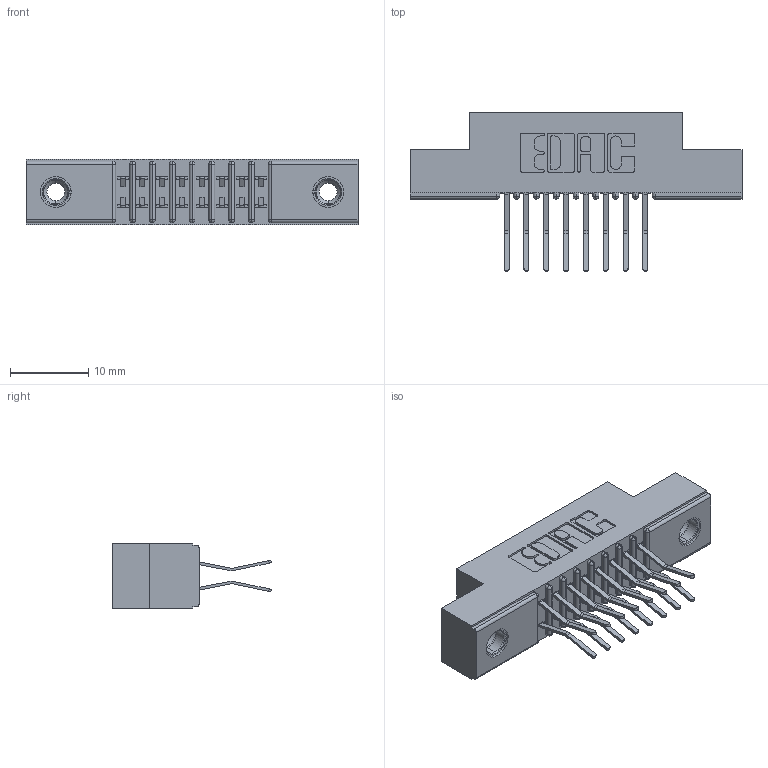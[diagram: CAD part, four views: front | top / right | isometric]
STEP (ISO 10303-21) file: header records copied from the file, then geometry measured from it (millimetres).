
FILE_DESCRIPTION (( 'STEP AP203' ), '1' );
FILE_NAME ('391-016-560-208.STEP', '2018-08-08T17:55:36', ( '' ), ( '' ), 'SwSTEP 2.0', 'SolidWorks 2016', '' );
FILE_SCHEMA (( 'CONFIG_CONTROL_DESIGN' ));
Length unit declared in the file: inch
Products named in the file (4): 341 Part_.156 (3.96) Dia Mounting Holes; 341-292-001_341-292-160; 345-250-001_345-250-003-102; 391-016-560-208
Assembly tree (19 placements, depth 2):
  391-016-560-208
    341 Part_.156 (3.96) Dia Mounting Holes
    341-292-001_341-292-160  x16
    345-250-001_345-250-003-102  x2
Bounding box: 42.55 x 20.37 x 8.38 mm (x, y, z)
Volume: 2469.7 mm3; surface area: 4416.2 mm2
Topology: 19 solids, 19 shells, 1296 faces, 3708 edges, 2402 vertices
Faces by surface type: plane 740, cylinder 508, sphere 18, torus 18, cone 12
Entity records: 15536 total; most frequent: CARTESIAN_POINT 2567, ORIENTED_EDGE 2540, DIRECTION 2530, EDGE_CURVE 1270, LINE 980, VECTOR 980, VERTEX_POINT 812, AXIS2_PLACEMENT_3D 775
